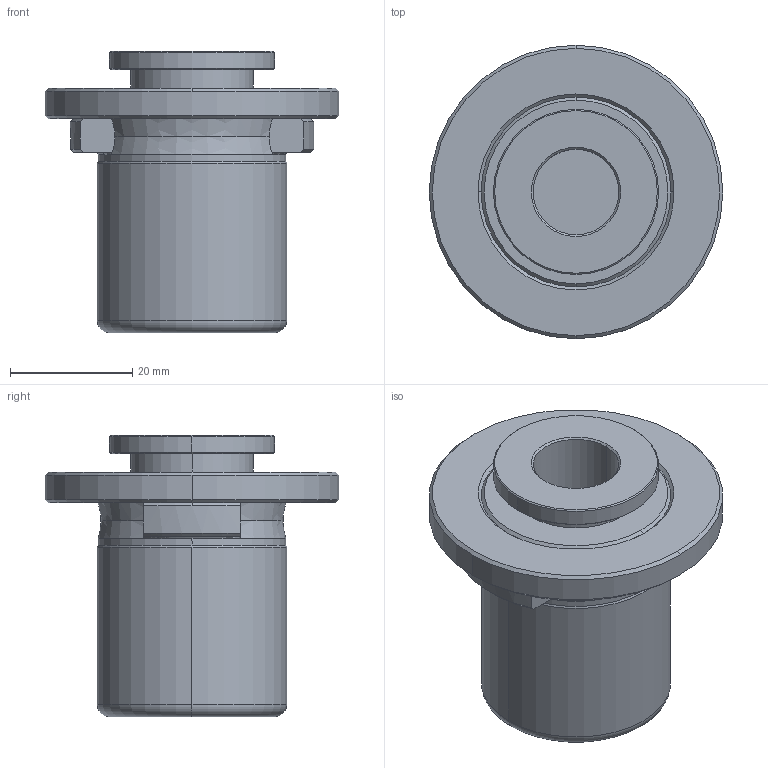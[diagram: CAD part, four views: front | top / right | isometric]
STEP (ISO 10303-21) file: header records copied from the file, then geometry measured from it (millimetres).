
FILE_DESCRIPTION (( 'STEP AP203' ), '1' );
FILE_NAME ('KWE2 DIA 14.00 SQ 11.20.STEP', '2019-04-13T11:32:53', ( '' ), ( '' ), 'SwSTEP 2.0', 'SolidWorks 2014', '' );
FILE_SCHEMA (( 'CONFIG_CONTROL_DESIGN' ));
Length unit declared in the file: millimetre
Products named in the file (1): KWE2 DIA 14.00 SQ 11.20
Bounding box: 48 x 48 x 46 mm (x, y, z)
Volume: 34276.2 mm3; surface area: 9974.7 mm2
Topology: 1 solids, 1 shells, 61 faces, 147 edges, 93 vertices
Faces by surface type: cone 22, cylinder 18, plane 13, torus 4, bspline 4
Entity records: 1973 total; most frequent: CARTESIAN_POINT 454, DIRECTION 322, ORIENTED_EDGE 294, EDGE_CURVE 147, AXIS2_PLACEMENT_3D 137, VERTEX_POINT 93, CIRCLE 79, EDGE_LOOP 66
